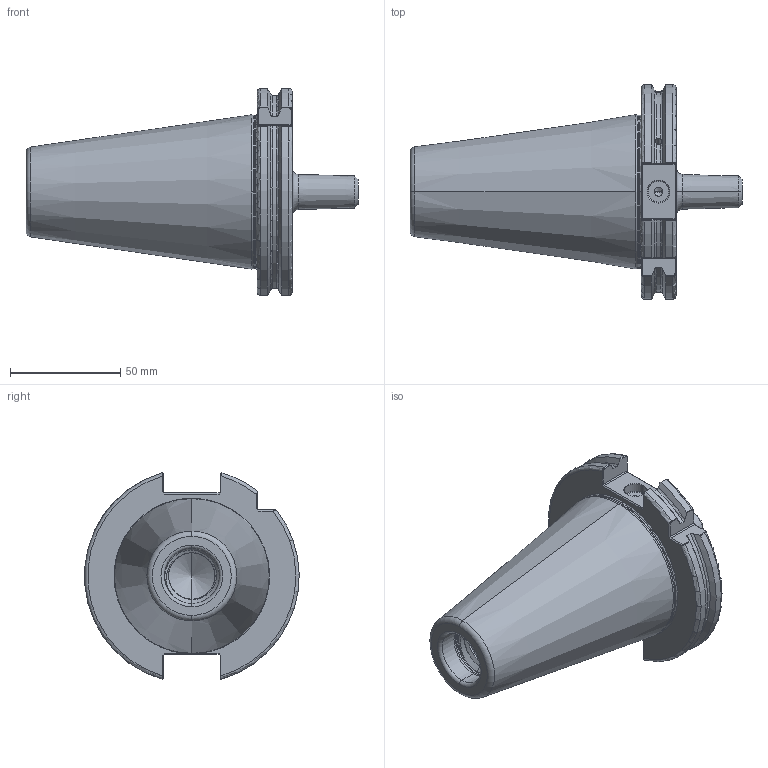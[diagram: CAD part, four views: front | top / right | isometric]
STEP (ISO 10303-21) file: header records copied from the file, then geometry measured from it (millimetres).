
FILE_DESCRIPTION (( 'STEP AP203' ), '1' );
FILE_NAME ('502.14.16.STEP', '2016-07-25T03:49:33', ( '' ), ( '' ), 'SwSTEP 2.0', 'SolidWorks 2012', '' );
FILE_SCHEMA (( 'CONFIG_CONTROL_DESIGN' ));
Length unit declared in the file: millimetre
Products named in the file (1): 502.14.16
Bounding box: 150.75 x 97.33 x 93.81 mm (x, y, z)
Volume: 345654.6 mm3; surface area: 43108.6 mm2
Topology: 1 solids, 1 shells, 191 faces, 487 edges, 289 vertices
Faces by surface type: cylinder 54, plane 53, cone 36, torus 28, bspline 20
Entity records: 13473 total; most frequent: CARTESIAN_POINT 9235, ORIENTED_EDGE 946, DIRECTION 761, EDGE_CURVE 473, AXIS2_PLACEMENT_3D 293, VERTEX_POINT 289, EDGE_LOOP 196, FACE_OUTER_BOUND 191
